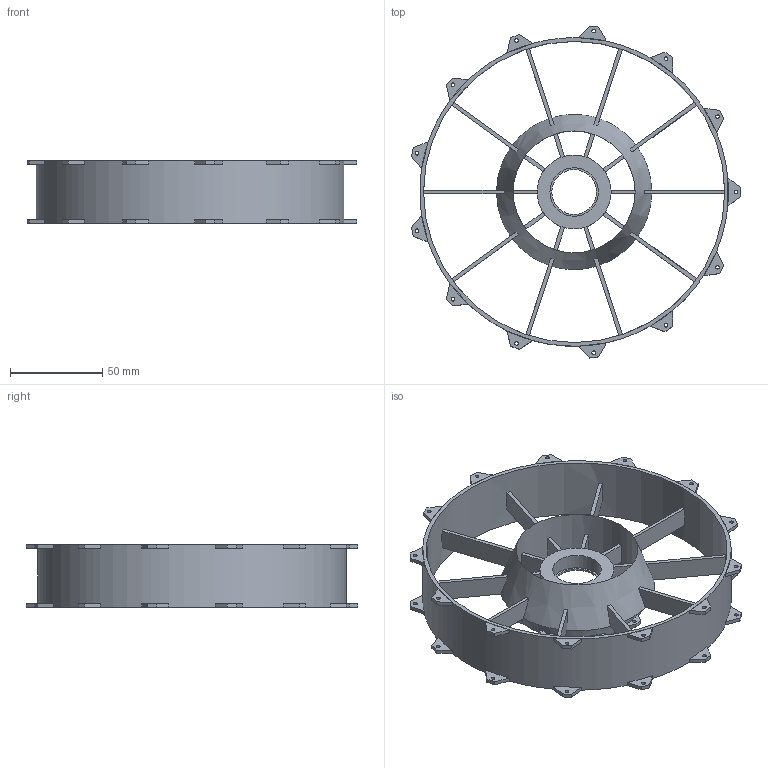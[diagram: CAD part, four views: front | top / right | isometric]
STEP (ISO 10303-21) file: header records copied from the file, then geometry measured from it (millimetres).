
FILE_DESCRIPTION(('FreeCAD Model'),'2;1');
FILE_NAME('Open CASCADE Shape Model','2024-05-10T09:03:54',('Author'),( ''),'Open CASCADE STEP processor 7.6','FreeCAD','Unknown');
FILE_SCHEMA(('AUTOMOTIVE_DESIGN { 1 0 10303 214 1 1 1 1 }'));
Length unit declared in the file: millimetre
Products named in the file (2): Intake-main-housing; Body052
Assembly tree (1 placements, depth 2):
  Intake-main-housing
    Body052
Bounding box: 178.3 x 179.61 x 34 mm (x, y, z)
Volume: 89711.3 mm3; surface area: 77958.3 mm2
Topology: 1 solids, 1 shells, 431 faces, 1037 edges, 592 vertices
Faces by surface type: plane 367, cylinder 51, cone 13
Full cylindrical faces by diameter (mm): 2 x35, 24.2 x1, 26.2 x1, 66 x1, 163 x1, 167 x1
Entity records: 12556 total; most frequent: DIRECTION 2328, ORIENTED_EDGE 2074, CARTESIAN_POINT 2062, EDGE_CURVE 1037, AXIS2_PLACEMENT_3D 858, LINE 612, VECTOR 612, VERTEX_POINT 592
